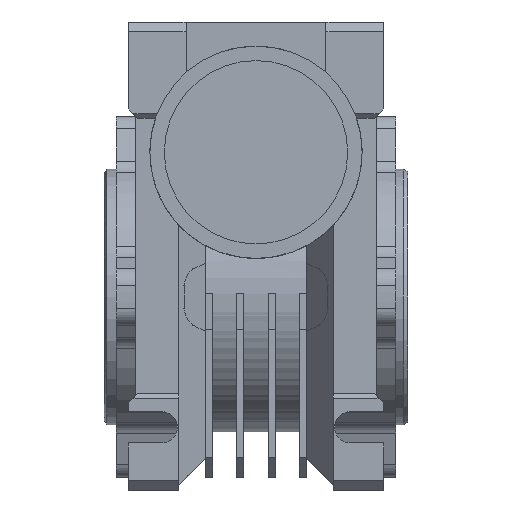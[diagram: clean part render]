
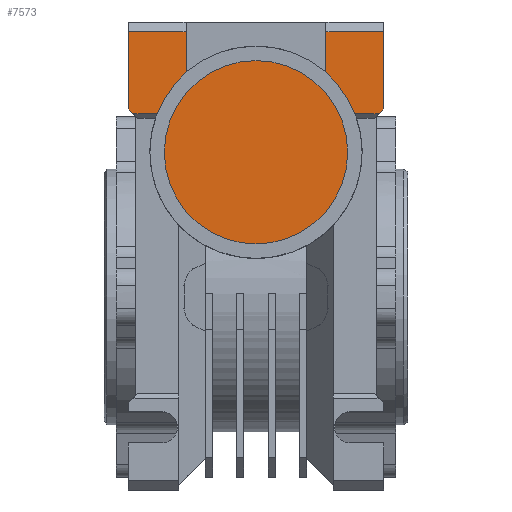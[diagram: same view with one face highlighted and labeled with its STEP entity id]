
A CAD part, front view. The second image highlights one B-rep face of the part: STEP entity #7573.
In plain terms, the highlighted planar face has unit normal (0, -1, 0).
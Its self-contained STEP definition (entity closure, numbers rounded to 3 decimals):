
#152 = DIRECTION ( 'NONE',  ( 0., 0., -1. ) ) ;
#240 = LINE ( 'NONE', #9696, #6780 ) ;
#646 = DIRECTION ( 'NONE',  ( 0., 0., -1. ) ) ;
#783 = DIRECTION ( 'NONE',  ( 0., 0., -1. ) ) ;
#1172 = VECTOR ( 'NONE', #9458, 1000. ) ;
#1403 = CARTESIAN_POINT ( 'NONE',  ( -14.5, -40., 46.545 ) ) ;
#1557 = DIRECTION ( 'NONE',  ( 0., 1., 0. ) ) ;
#1584 = VERTEX_POINT ( 'NONE', #2489 ) ;
#2214 = CARTESIAN_POINT ( 'NONE',  ( -14.5, -40., 55. ) ) ;
#2489 = CARTESIAN_POINT ( 'NONE',  ( -20.494, -40., 38. ) ) ;
#3066 = EDGE_CURVE ( 'NONE', #15236, #10519, #9013, .T. ) ;
#3116 = CARTESIAN_POINT ( 'NONE',  ( -25.5, -40., 38. ) ) ;
#3351 = AXIS2_PLACEMENT_3D ( 'NONE', #5120, #12921, #13102 ) ;
#3556 = CARTESIAN_POINT ( 'NONE',  ( 26.5, -40., 39. ) ) ;
#3857 = CARTESIAN_POINT ( 'NONE',  ( 26.5, -40., 38. ) ) ;
#4149 = ORIENTED_EDGE ( 'NONE', *, *, #14184, .T. ) ;
#4678 = EDGE_CURVE ( 'NONE', #6938, #1584, #9018, .T. ) ;
#4725 = ORIENTED_EDGE ( 'NONE', *, *, #12826, .T. ) ;
#5120 = CARTESIAN_POINT ( 'NONE',  ( 0., -40., 30. ) ) ;
#5630 = VERTEX_POINT ( 'NONE', #11282 ) ;
#6043 = DIRECTION ( 'NONE',  ( 1., 0., 0. ) ) ;
#6217 = EDGE_CURVE ( 'NONE', #12716, #16284, #16917, .T. ) ;
#6299 = CARTESIAN_POINT ( 'NONE',  ( 14.5, -40., 57. ) ) ;
#6780 = VECTOR ( 'NONE', #16377, 1000. ) ;
#6938 = VERTEX_POINT ( 'NONE', #3116 ) ;
#6983 = CARTESIAN_POINT ( 'NONE',  ( -26.5, -40., 39. ) ) ;
#7301 = VECTOR ( 'NONE', #783, 1000. ) ;
#7573 = ADVANCED_FACE ( 'NONE', ( #9019 ), #14389, .F. ) ;
#7627 = VERTEX_POINT ( 'NONE', #1403 ) ;
#7723 = EDGE_LOOP ( 'NONE', ( #16122, #9737, #8014, #4149, #12486, #8422, #4725, #12353, #8808, #12244, #10946, #12889 ) ) ;
#8014 = ORIENTED_EDGE ( 'NONE', *, *, #11099, .T. ) ;
#8155 = EDGE_CURVE ( 'NONE', #15045, #15236, #12846, .T. ) ;
#8422 = ORIENTED_EDGE ( 'NONE', *, *, #14584, .F. ) ;
#8436 = AXIS2_PLACEMENT_3D ( 'NONE', #10100, #1557, #152 ) ;
#8761 = VERTEX_POINT ( 'NONE', #10402 ) ;
#8808 = ORIENTED_EDGE ( 'NONE', *, *, #13720, .F. ) ;
#9013 = LINE ( 'NONE', #17003, #12143 ) ;
#9018 = LINE ( 'NONE', #11999, #15306 ) ;
#9019 = FACE_OUTER_BOUND ( 'NONE', #7723, .T. ) ;
#9200 = DIRECTION ( 'NONE',  ( 1., 0., 0. ) ) ;
#9458 = DIRECTION ( 'NONE',  ( 1., 0., 0. ) ) ;
#9543 = CARTESIAN_POINT ( 'NONE',  ( -26.5, -40., 55. ) ) ;
#9696 = CARTESIAN_POINT ( 'NONE',  ( 26.5, -40., 57. ) ) ;
#9737 = ORIENTED_EDGE ( 'NONE', *, *, #4678, .T. ) ;
#10100 = CARTESIAN_POINT ( 'NONE',  ( 0., -40., 30. ) ) ;
#10402 = CARTESIAN_POINT ( 'NONE',  ( 25.5, -40., 38. ) ) ;
#10519 = VERTEX_POINT ( 'NONE', #6983 ) ;
#10525 = LINE ( 'NONE', #3857, #1172 ) ;
#10838 = VERTEX_POINT ( 'NONE', #3556 ) ;
#10881 = EDGE_CURVE ( 'NONE', #8761, #10838, #13822, .T. ) ;
#10946 = ORIENTED_EDGE ( 'NONE', *, *, #8155, .T. ) ;
#11089 = VECTOR ( 'NONE', #13990, 1000. ) ;
#11099 = EDGE_CURVE ( 'NONE', #1584, #14568, #16243, .T. ) ;
#11282 = CARTESIAN_POINT ( 'NONE',  ( 26.5, -40., 55. ) ) ;
#11520 = DIRECTION ( 'NONE',  ( -1., 0., 0. ) ) ;
#11548 = EDGE_CURVE ( 'NONE', #10519, #6938, #15709, .T. ) ;
#11635 = CARTESIAN_POINT ( 'NONE',  ( -14.5, -40., 57. ) ) ;
#11709 = AXIS2_PLACEMENT_3D ( 'NONE', #14295, #12973, #6043 ) ;
#11720 = LINE ( 'NONE', #11635, #7301 ) ;
#11999 = CARTESIAN_POINT ( 'NONE',  ( 26.5, -40., 38. ) ) ;
#12143 = VECTOR ( 'NONE', #646, 1000. ) ;
#12244 = ORIENTED_EDGE ( 'NONE', *, *, #13484, .F. ) ;
#12353 = ORIENTED_EDGE ( 'NONE', *, *, #6217, .F. ) ;
#12486 = ORIENTED_EDGE ( 'NONE', *, *, #10881, .T. ) ;
#12576 = CARTESIAN_POINT ( 'NONE',  ( 26.5, -40., 39. ) ) ;
#12595 = CARTESIAN_POINT ( 'NONE',  ( 20.494, -40., 38. ) ) ;
#12716 = VERTEX_POINT ( 'NONE', #14554 ) ;
#12733 = DIRECTION ( 'NONE',  ( 0.707, 0., -0.707 ) ) ;
#12826 = EDGE_CURVE ( 'NONE', #5630, #16284, #13268, .T. ) ;
#12846 = LINE ( 'NONE', #14088, #14560 ) ;
#12889 = ORIENTED_EDGE ( 'NONE', *, *, #3066, .T. ) ;
#12921 = DIRECTION ( 'NONE',  ( 0., -1., 0. ) ) ;
#12973 = DIRECTION ( 'NONE',  ( 0., 1., 0. ) ) ;
#13102 = DIRECTION ( 'NONE',  ( 1., 0., 0. ) ) ;
#13268 = LINE ( 'NONE', #16164, #14302 ) ;
#13484 = EDGE_CURVE ( 'NONE', #15045, #7627, #11720, .T. ) ;
#13720 = EDGE_CURVE ( 'NONE', #7627, #12716, #16838, .T. ) ;
#13822 = LINE ( 'NONE', #12576, #11089 ) ;
#13990 = DIRECTION ( 'NONE',  ( 0.707, 0., 0.707 ) ) ;
#14088 = CARTESIAN_POINT ( 'NONE',  ( 26.5, -40., 55. ) ) ;
#14184 = EDGE_CURVE ( 'NONE', #14568, #8761, #10525, .T. ) ;
#14212 = DIRECTION ( 'NONE',  ( 0., 0., 1. ) ) ;
#14295 = CARTESIAN_POINT ( 'NONE',  ( 26.5, -40., 57. ) ) ;
#14302 = VECTOR ( 'NONE', #14679, 1000. ) ;
#14389 = PLANE ( 'NONE',  #11709 ) ;
#14417 = CARTESIAN_POINT ( 'NONE',  ( 14.5, -40., 55. ) ) ;
#14554 = CARTESIAN_POINT ( 'NONE',  ( 14.5, -40., 46.545 ) ) ;
#14560 = VECTOR ( 'NONE', #11520, 1000. ) ;
#14568 = VERTEX_POINT ( 'NONE', #12595 ) ;
#14584 = EDGE_CURVE ( 'NONE', #5630, #10838, #240, .T. ) ;
#14679 = DIRECTION ( 'NONE',  ( -1., 0., 0. ) ) ;
#15045 = VERTEX_POINT ( 'NONE', #2214 ) ;
#15236 = VERTEX_POINT ( 'NONE', #9543 ) ;
#15306 = VECTOR ( 'NONE', #9200, 1000. ) ;
#15709 = LINE ( 'NONE', #17112, #16543 ) ;
#15891 = VECTOR ( 'NONE', #14212, 1000. ) ;
#16122 = ORIENTED_EDGE ( 'NONE', *, *, #11548, .T. ) ;
#16164 = CARTESIAN_POINT ( 'NONE',  ( 26.5, -40., 55. ) ) ;
#16243 = CIRCLE ( 'NONE', #3351, 22. ) ;
#16284 = VERTEX_POINT ( 'NONE', #14417 ) ;
#16377 = DIRECTION ( 'NONE',  ( 0., 0., -1. ) ) ;
#16543 = VECTOR ( 'NONE', #12733, 1000. ) ;
#16838 = CIRCLE ( 'NONE', #8436, 22. ) ;
#16917 = LINE ( 'NONE', #6299, #15891 ) ;
#17003 = CARTESIAN_POINT ( 'NONE',  ( -26.5, -40., 57. ) ) ;
#17112 = CARTESIAN_POINT ( 'NONE',  ( -24.5, -40., 37. ) ) ;
